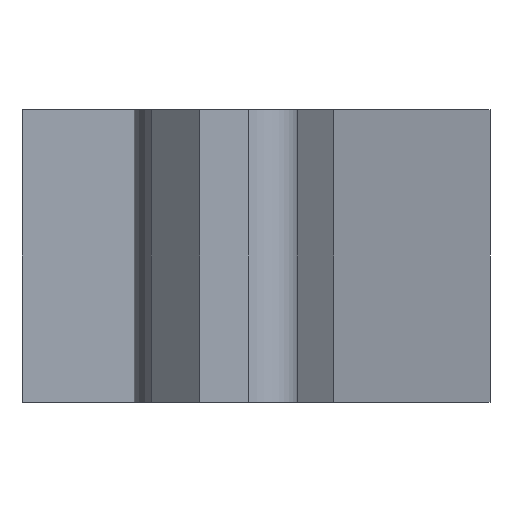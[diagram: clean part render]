
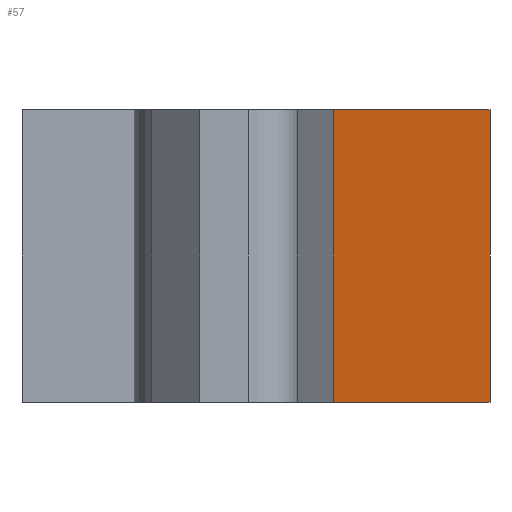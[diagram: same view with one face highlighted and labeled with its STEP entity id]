
A CAD part, front view. The second image highlights one B-rep face of the part: STEP entity #57.
In plain terms, the highlighted planar face has unit normal (0.883, -0.469, 0).
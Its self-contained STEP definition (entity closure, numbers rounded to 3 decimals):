
#57=ADVANCED_FACE('',(#105),#82,.T.);
#82=PLANE('',#561);
#105=FACE_OUTER_BOUND('',#131,.T.);
#131=EDGE_LOOP('',(#215,#216,#217,#218));
#215=ORIENTED_EDGE('',*,*,#390,.T.);
#216=ORIENTED_EDGE('',*,*,#389,.T.);
#217=ORIENTED_EDGE('',*,*,#361,.T.);
#218=ORIENTED_EDGE('',*,*,#391,.F.);
#313=VERTEX_POINT('',#742);
#314=VERTEX_POINT('',#744);
#332=VERTEX_POINT('',#801);
#333=VERTEX_POINT('',#805);
#361=EDGE_CURVE('',#314,#313,#430,.T.);
#389=EDGE_CURVE('',#332,#314,#455,.T.);
#390=EDGE_CURVE('',#333,#332,#456,.T.);
#391=EDGE_CURVE('',#333,#313,#457,.T.);
#430=LINE('',#743,#493);
#455=LINE('',#802,#518);
#456=LINE('',#804,#519);
#457=LINE('',#806,#520);
#493=VECTOR('',#599,1.);
#518=VECTOR('',#646,1.);
#519=VECTOR('',#649,1.);
#520=VECTOR('',#650,1.);
#561=AXIS2_PLACEMENT_3D('',#807,#651,#652);
#599=DIRECTION('',(-0.469,-0.883,0.));
#646=DIRECTION('',(0.,0.,1.));
#649=DIRECTION('',(0.469,0.883,0.));
#650=DIRECTION('',(0.,0.,1.));
#651=DIRECTION('',(0.883,-0.469,0.));
#652=DIRECTION('',(0.469,0.883,0.));
#742=CARTESIAN_POINT('',(2.445,2.118,6.));
#743=CARTESIAN_POINT('',(5.65,8.15,6.));
#744=CARTESIAN_POINT('',(5.65,8.15,6.));
#801=CARTESIAN_POINT('',(5.65,8.15,0.));
#802=CARTESIAN_POINT('',(5.65,8.15,0.));
#804=CARTESIAN_POINT('',(2.445,2.118,0.));
#805=CARTESIAN_POINT('',(2.445,2.118,0.));
#806=CARTESIAN_POINT('',(2.445,2.118,0.));
#807=CARTESIAN_POINT('',(2.445,2.118,0.));
